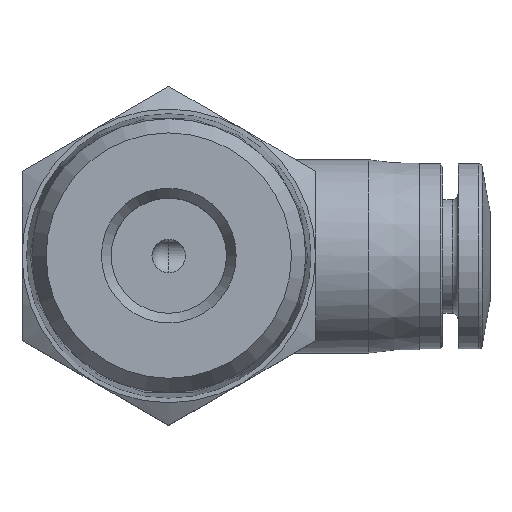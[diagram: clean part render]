
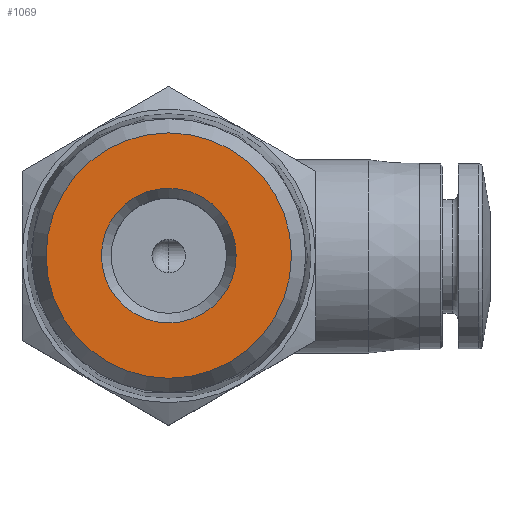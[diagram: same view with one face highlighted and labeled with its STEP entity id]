
A CAD part, top view. The second image highlights one B-rep face of the part: STEP entity #1069.
In plain terms, the highlighted planar face has unit normal (0, 0, 1).
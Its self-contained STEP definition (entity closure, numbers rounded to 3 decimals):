
#34=PLANE('',#1143);
#212=ORIENTED_EDGE('',*,*,#367,.F.);
#213=ORIENTED_EDGE('',*,*,#368,.T.);
#367=EDGE_CURVE('',#443,#443,#476,.T.);
#368=EDGE_CURVE('',#444,#444,#477,.T.);
#443=VERTEX_POINT('',#1647);
#444=VERTEX_POINT('',#1649);
#476=CIRCLE('',#1144,4.006);
#477=CIRCLE('',#1145,7.296);
#529=EDGE_LOOP('',(#212));
#530=EDGE_LOOP('',(#213));
#608=FACE_BOUND('',#529,.T.);
#609=FACE_BOUND('',#530,.T.);
#1069=ADVANCED_FACE('',(#608,#609),#34,.F.);
#1143=AXIS2_PLACEMENT_3D('',#1645,#1293,#1294);
#1144=AXIS2_PLACEMENT_3D('',#1646,#1295,#1296);
#1145=AXIS2_PLACEMENT_3D('',#1648,#1297,#1298);
#1293=DIRECTION('',(0.,0.,-1.));
#1294=DIRECTION('',(-1.,0.,0.));
#1295=DIRECTION('',(0.,0.,1.));
#1296=DIRECTION('',(1.,0.,0.));
#1297=DIRECTION('',(0.,0.,1.));
#1298=DIRECTION('',(1.,0.,0.));
#1645=CARTESIAN_POINT('',(7.296,0.,29.));
#1646=CARTESIAN_POINT('',(0.,0.,29.));
#1647=CARTESIAN_POINT('',(4.006,0.,29.));
#1648=CARTESIAN_POINT('',(0.,0.,29.));
#1649=CARTESIAN_POINT('',(7.296,0.,29.));
